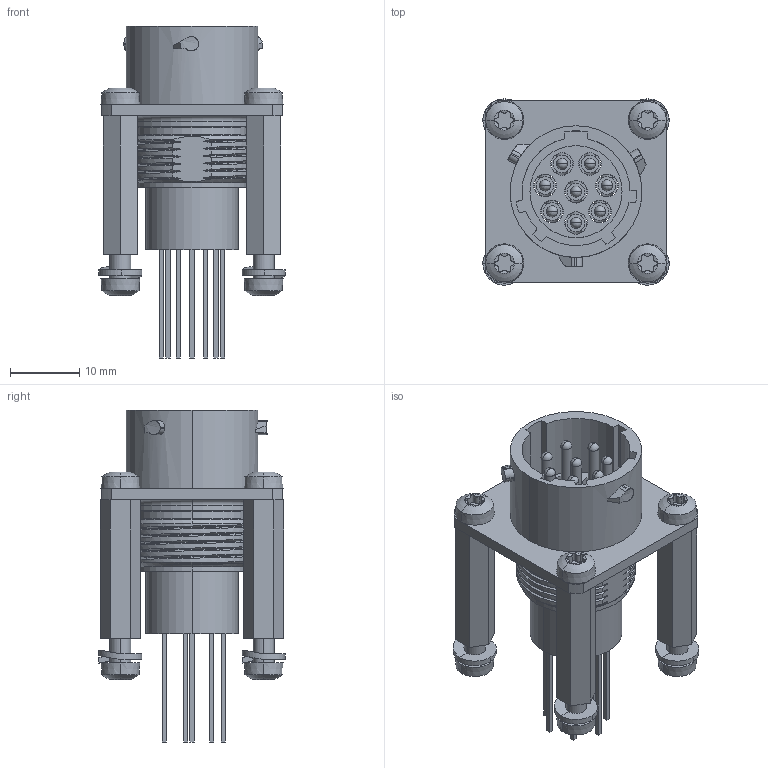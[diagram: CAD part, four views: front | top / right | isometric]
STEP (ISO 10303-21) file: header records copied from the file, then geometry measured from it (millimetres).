
FILE_DESCRIPTION((''),'2;1');
FILE_NAME('SOURIAU_EDA-03025-V1-0.stp','2014-07-09T10:54:08',(''),(''),'Mechanical Desktop 2011','Mechanical Desktop 2011',', , ');
FILE_SCHEMA(('AUTOMOTIVE_DESIGN { 1 2 10303 214 1 1 1 1 }'));
Length unit declared in the file: millimetre
Products named in the file (2): Product; 1
Bounding box: 26.82 x 26.81 x 47.8 mm (x, y, z)
Volume: 7233.3 mm3; surface area: 11498.2 mm2
Topology: 26 solids, 26 shells, 798 faces, 1977 edges, 1287 vertices
Faces by surface type: cylinder 326, plane 244, bspline 137, cone 53, sphere 32, torus 6
Entity records: 27423 total; most frequent: CARTESIAN_POINT 10148, ORIENTED_EDGE 3598, DIRECTION 3460, EDGE_CURVE 1799, AXIS2_PLACEMENT_3D 1353, VERTEX_POINT 1179, EDGE_LOOP 858, VECTOR 754
